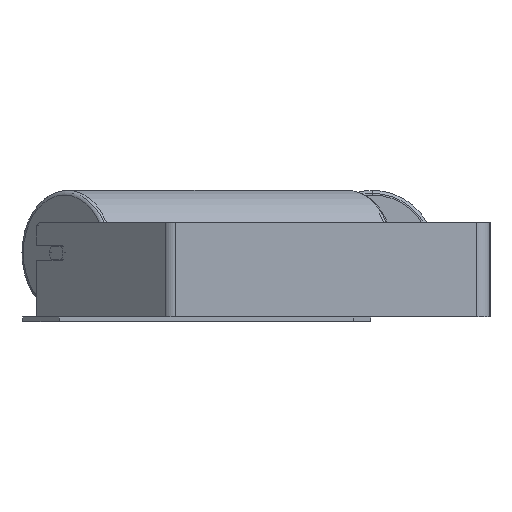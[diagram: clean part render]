
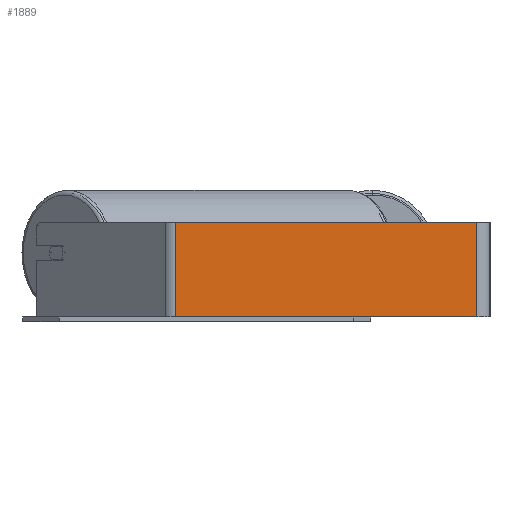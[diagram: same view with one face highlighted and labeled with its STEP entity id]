
A CAD part, left-side view. The second image highlights one B-rep face of the part: STEP entity #1889.
In plain terms, the highlighted planar face has unit normal (-1, 0, 0).
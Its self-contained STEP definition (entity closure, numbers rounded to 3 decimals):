
#102 = VECTOR ( 'NONE', #842, 1000. ) ;
#267 = VECTOR ( 'NONE', #7053, 1000. ) ;
#662 = EDGE_CURVE ( 'NONE', #7402, #4255, #7950, .T. ) ;
#842 = DIRECTION ( 'NONE',  ( 0., 0., -1. ) ) ;
#1173 = FACE_OUTER_BOUND ( 'NONE', #5250, .T. ) ;
#1889 = ADVANCED_FACE ( 'NONE', ( #1173 ), #4073, .F. ) ;
#2053 = CARTESIAN_POINT ( 'NONE',  ( -700., 339.952, -50. ) ) ;
#2074 = VECTOR ( 'NONE', #7835, 1000. ) ;
#2090 = DIRECTION ( 'NONE',  ( 1., 0., 0. ) ) ;
#2101 = CARTESIAN_POINT ( 'NONE',  ( -700., 14., 50. ) ) ;
#2598 = LINE ( 'NONE', #2053, #2074 ) ;
#2721 = CARTESIAN_POINT ( 'NONE',  ( -700., 334.153, -50. ) ) ;
#3247 = CARTESIAN_POINT ( 'NONE',  ( -700., 339.952, 50. ) ) ;
#3761 = CARTESIAN_POINT ( 'NONE',  ( -700., 339.952, 50. ) ) ;
#4073 = PLANE ( 'NONE',  #8308 ) ;
#4179 = DIRECTION ( 'NONE',  ( 0., -1., 0. ) ) ;
#4255 = VERTEX_POINT ( 'NONE', #2721 ) ;
#4443 = LINE ( 'NONE', #7338, #102 ) ;
#5115 = ORIENTED_EDGE ( 'NONE', *, *, #7188, .F. ) ;
#5250 = EDGE_LOOP ( 'NONE', ( #6422, #5115, #5298, #6303 ) ) ;
#5298 = ORIENTED_EDGE ( 'NONE', *, *, #7250, .F. ) ;
#6172 = EDGE_CURVE ( 'NONE', #4255, #7006, #2598, .T. ) ;
#6213 = CARTESIAN_POINT ( 'NONE',  ( -700., 14., -50. ) ) ;
#6303 = ORIENTED_EDGE ( 'NONE', *, *, #662, .T. ) ;
#6343 = VECTOR ( 'NONE', #4179, 1000. ) ;
#6422 = ORIENTED_EDGE ( 'NONE', *, *, #6172, .T. ) ;
#7006 = VERTEX_POINT ( 'NONE', #6213 ) ;
#7053 = DIRECTION ( 'NONE',  ( 0., 0., -1. ) ) ;
#7188 = EDGE_CURVE ( 'NONE', #9176, #7006, #4443, .T. ) ;
#7250 = EDGE_CURVE ( 'NONE', #7402, #9176, #9090, .T. ) ;
#7338 = CARTESIAN_POINT ( 'NONE',  ( -700., 14., 50. ) ) ;
#7402 = VERTEX_POINT ( 'NONE', #8289 ) ;
#7835 = DIRECTION ( 'NONE',  ( 0., -1., 0. ) ) ;
#7950 = LINE ( 'NONE', #8003, #267 ) ;
#8003 = CARTESIAN_POINT ( 'NONE',  ( -700., 334.153, 50. ) ) ;
#8289 = CARTESIAN_POINT ( 'NONE',  ( -700., 334.153, 50. ) ) ;
#8308 = AXIS2_PLACEMENT_3D ( 'NONE', #3761, #2090, #8577 ) ;
#8577 = DIRECTION ( 'NONE',  ( 0., 0., -1. ) ) ;
#9090 = LINE ( 'NONE', #3247, #6343 ) ;
#9176 = VERTEX_POINT ( 'NONE', #2101 ) ;
